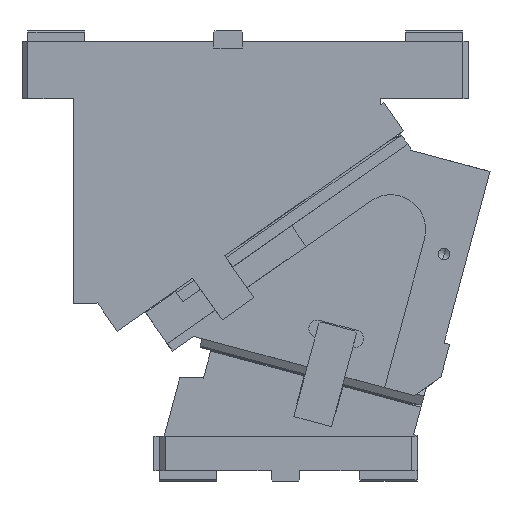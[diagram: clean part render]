
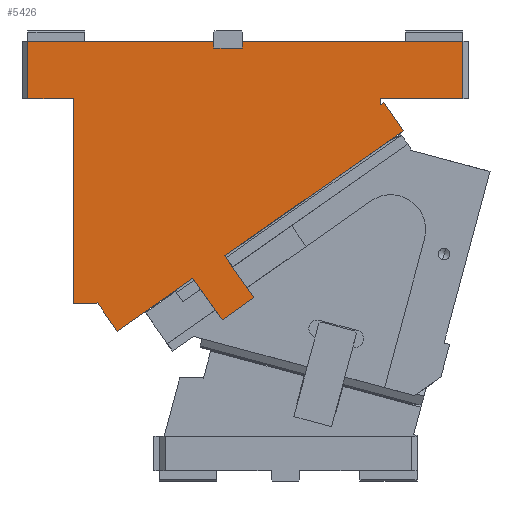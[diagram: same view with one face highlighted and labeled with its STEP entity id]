
A CAD part, front view. The second image highlights one B-rep face of the part: STEP entity #5426.
In plain terms, the highlighted planar face has unit normal (0, -1, 0).
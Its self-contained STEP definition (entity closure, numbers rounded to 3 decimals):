
#118=CARTESIAN_POINT('Vertex',(45.,-175.,-50.)) ;
#121=CARTESIAN_POINT('Line Origine',(25.,-175.,-50.)) ;
#125=CARTESIAN_POINT('Vertex',(5.,-175.,-50.)) ;
#570=CARTESIAN_POINT('Vertex',(5.,-175.,0.)) ;
#573=CARTESIAN_POINT('Line Origine',(86.25,-175.,0.)) ;
#577=CARTESIAN_POINT('Vertex',(167.5,-175.,0.)) ;
#1168=CARTESIAN_POINT('Vertex',(313.,-175.,-55.509)) ;
#1171=CARTESIAN_POINT('Line Origine',(314.392,-175.,-54.534)) ;
#1175=CARTESIAN_POINT('Vertex',(315.785,-175.,-53.559)) ;
#1360=CARTESIAN_POINT('Vertex',(174.617,-175.,-243.354)) ;
#1374=CARTESIAN_POINT('Vertex',(202.468,-175.,-223.853)) ;
#1377=CARTESIAN_POINT('Line Origine',(188.542,-175.,-233.603)) ;
#1398=CARTESIAN_POINT('Vertex',(176.944,-175.,-187.4)) ;
#1403=CARTESIAN_POINT('Line Origine',(189.706,-175.,-205.626)) ;
#1513=CARTESIAN_POINT('Line Origine',(161.855,-175.,-225.128)) ;
#1517=CARTESIAN_POINT('Vertex',(149.093,-175.,-206.902)) ;
#2078=CARTESIAN_POINT('Line Origine',(102.81,-175.,-239.309)) ;
#2082=CARTESIAN_POINT('Vertex',(83.151,-175.,-253.075)) ;
#2084=CARTESIAN_POINT('Vertex',(122.47,-175.,-225.543)) ;
#2122=CARTESIAN_POINT('Vertex',(332.992,-175.,-78.134)) ;
#2125=CARTESIAN_POINT('Line Origine',(254.968,-175.,-132.767)) ;
#2130=CARTESIAN_POINT('Line Origine',(135.781,-175.,-216.222)) ;
#2200=CARTESIAN_POINT('Line Origine',(74.547,-175.,-240.787)) ;
#2204=CARTESIAN_POINT('Vertex',(65.944,-175.,-228.5)) ;
#2235=CARTESIAN_POINT('Line Origine',(65.587,-175.,-228.75)) ;
#2239=CARTESIAN_POINT('Vertex',(65.23,-175.,-229.)) ;
#2273=CARTESIAN_POINT('Line Origine',(55.115,-175.,-229.)) ;
#2277=CARTESIAN_POINT('Vertex',(45.,-175.,-229.)) ;
#2405=CARTESIAN_POINT('Line Origine',(45.,-175.,-139.5)) ;
#3341=CARTESIAN_POINT('Vertex',(313.,-175.,-50.)) ;
#3344=CARTESIAN_POINT('Line Origine',(313.,-175.,-52.755)) ;
#3739=CARTESIAN_POINT('Vertex',(385.,-175.,0.)) ;
#3742=CARTESIAN_POINT('Line Origine',(385.,-175.,-25.)) ;
#3746=CARTESIAN_POINT('Vertex',(385.,-175.,-50.)) ;
#4383=CARTESIAN_POINT('Line Origine',(349.,-175.,-50.)) ;
#4691=CARTESIAN_POINT('Line Origine',(5.,-175.,-25.)) ;
#4714=CARTESIAN_POINT('Vertex',(192.5,-175.,0.)) ;
#4728=CARTESIAN_POINT('Vertex',(192.5,-175.,-6.)) ;
#4731=CARTESIAN_POINT('Line Origine',(192.5,-175.,-3.)) ;
#4752=CARTESIAN_POINT('Vertex',(167.5,-175.,-6.)) ;
#4757=CARTESIAN_POINT('Line Origine',(180.,-175.,-6.)) ;
#5375=CARTESIAN_POINT('Line Origine',(167.5,-175.,-3.)) ;
#5387=CARTESIAN_POINT('Axis2P3D Location',(0.,-175.,0.)) ;
#5392=CARTESIAN_POINT('Line Origine',(324.389,-175.,-65.847)) ;
#5397=CARTESIAN_POINT('Line Origine',(288.75,-175.,0.)) ;
#122=DIRECTION('Vector Direction',(1.,0.,0.)) ;
#574=DIRECTION('Vector Direction',(1.,0.,0.)) ;
#1172=DIRECTION('Vector Direction',(0.819,0.,0.574)) ;
#1378=DIRECTION('Vector Direction',(0.819,0.,0.574)) ;
#1404=DIRECTION('Vector Direction',(-0.574,0.,0.819)) ;
#1514=DIRECTION('Vector Direction',(-0.574,0.,0.819)) ;
#2079=DIRECTION('Vector Direction',(0.819,0.,0.574)) ;
#2126=DIRECTION('Vector Direction',(-0.819,0.,-0.574)) ;
#2131=DIRECTION('Vector Direction',(-0.819,0.,-0.574)) ;
#2201=DIRECTION('Vector Direction',(0.574,0.,-0.819)) ;
#2236=DIRECTION('Vector Direction',(-0.819,0.,-0.574)) ;
#2274=DIRECTION('Vector Direction',(-1.,0.,0.)) ;
#2406=DIRECTION('Vector Direction',(0.,0.,-1.)) ;
#3345=DIRECTION('Vector Direction',(0.,0.,-1.)) ;
#3743=DIRECTION('Vector Direction',(0.,0.,1.)) ;
#4384=DIRECTION('Vector Direction',(-1.,0.,0.)) ;
#4692=DIRECTION('Vector Direction',(0.,0.,-1.)) ;
#4732=DIRECTION('Vector Direction',(0.,0.,-1.)) ;
#4758=DIRECTION('Vector Direction',(1.,0.,0.)) ;
#5376=DIRECTION('Vector Direction',(0.,0.,1.)) ;
#5388=DIRECTION('Axis2P3D Direction',(0.,1.,0.)) ;
#5389=DIRECTION('Axis2P3D XDirection',(0.,0.,1.)) ;
#5393=DIRECTION('Vector Direction',(0.574,0.,-0.819)) ;
#5398=DIRECTION('Vector Direction',(1.,0.,0.)) ;
#5390=AXIS2_PLACEMENT_3D('Plane Axis2P3D',#5387,#5388,#5389) ;
#5403=ORIENTED_EDGE('',*,*,#5379,.T.) ;
#5404=ORIENTED_EDGE('',*,*,#579,.F.) ;
#5405=ORIENTED_EDGE('',*,*,#4695,.T.) ;
#5406=ORIENTED_EDGE('',*,*,#127,.T.) ;
#5407=ORIENTED_EDGE('',*,*,#2409,.T.) ;
#5408=ORIENTED_EDGE('',*,*,#2279,.F.) ;
#5409=ORIENTED_EDGE('',*,*,#2241,.F.) ;
#5410=ORIENTED_EDGE('',*,*,#2206,.T.) ;
#5411=ORIENTED_EDGE('',*,*,#2086,.T.) ;
#5412=ORIENTED_EDGE('',*,*,#2134,.T.) ;
#5413=ORIENTED_EDGE('',*,*,#1519,.F.) ;
#5414=ORIENTED_EDGE('',*,*,#1381,.T.) ;
#5415=ORIENTED_EDGE('',*,*,#1407,.T.) ;
#5416=ORIENTED_EDGE('',*,*,#2129,.T.) ;
#5417=ORIENTED_EDGE('',*,*,#5396,.T.) ;
#5418=ORIENTED_EDGE('',*,*,#1177,.T.) ;
#5419=ORIENTED_EDGE('',*,*,#3348,.F.) ;
#5420=ORIENTED_EDGE('',*,*,#4387,.F.) ;
#5421=ORIENTED_EDGE('',*,*,#3748,.T.) ;
#5422=ORIENTED_EDGE('',*,*,#5401,.F.) ;
#5423=ORIENTED_EDGE('',*,*,#4735,.T.) ;
#5424=ORIENTED_EDGE('',*,*,#4761,.F.) ;
#123=VECTOR('Line Direction',#122,1.) ;
#575=VECTOR('Line Direction',#574,1.) ;
#1173=VECTOR('Line Direction',#1172,1.) ;
#1379=VECTOR('Line Direction',#1378,1.) ;
#1405=VECTOR('Line Direction',#1404,1.) ;
#1515=VECTOR('Line Direction',#1514,1.) ;
#2080=VECTOR('Line Direction',#2079,1.) ;
#2127=VECTOR('Line Direction',#2126,1.) ;
#2132=VECTOR('Line Direction',#2131,1.) ;
#2202=VECTOR('Line Direction',#2201,1.) ;
#2237=VECTOR('Line Direction',#2236,1.) ;
#2275=VECTOR('Line Direction',#2274,1.) ;
#2407=VECTOR('Line Direction',#2406,1.) ;
#3346=VECTOR('Line Direction',#3345,1.) ;
#3744=VECTOR('Line Direction',#3743,1.) ;
#4385=VECTOR('Line Direction',#4384,1.) ;
#4693=VECTOR('Line Direction',#4692,1.) ;
#4733=VECTOR('Line Direction',#4732,1.) ;
#4759=VECTOR('Line Direction',#4758,1.) ;
#5377=VECTOR('Line Direction',#5376,1.) ;
#5394=VECTOR('Line Direction',#5393,1.) ;
#5399=VECTOR('Line Direction',#5398,1.) ;
#5426=ADVANCED_FACE('CAM HOLDER',(#5425),#5391,.F.) ;
#127=EDGE_CURVE('',#126,#119,#124,.T.) ;
#579=EDGE_CURVE('',#571,#578,#576,.T.) ;
#1177=EDGE_CURVE('',#1176,#1169,#1174,.F.) ;
#1381=EDGE_CURVE('',#1361,#1375,#1380,.T.) ;
#1407=EDGE_CURVE('',#1375,#1399,#1406,.T.) ;
#1519=EDGE_CURVE('',#1361,#1518,#1516,.T.) ;
#2086=EDGE_CURVE('',#2083,#2085,#2081,.T.) ;
#2129=EDGE_CURVE('',#1399,#2123,#2128,.F.) ;
#2134=EDGE_CURVE('',#2085,#1518,#2133,.F.) ;
#2206=EDGE_CURVE('',#2205,#2083,#2203,.T.) ;
#2241=EDGE_CURVE('',#2205,#2240,#2238,.T.) ;
#2279=EDGE_CURVE('',#2240,#2278,#2276,.T.) ;
#2409=EDGE_CURVE('',#119,#2278,#2408,.T.) ;
#3348=EDGE_CURVE('',#3342,#1169,#3347,.T.) ;
#3748=EDGE_CURVE('',#3747,#3740,#3745,.T.) ;
#4387=EDGE_CURVE('',#3747,#3342,#4386,.T.) ;
#4695=EDGE_CURVE('',#571,#126,#4694,.T.) ;
#4735=EDGE_CURVE('',#4715,#4729,#4734,.T.) ;
#4761=EDGE_CURVE('',#4753,#4729,#4760,.T.) ;
#5379=EDGE_CURVE('',#4753,#578,#5378,.T.) ;
#5396=EDGE_CURVE('',#2123,#1176,#5395,.F.) ;
#5401=EDGE_CURVE('',#4715,#3740,#5400,.T.) ;
#5402=EDGE_LOOP('',(#5403,#5404,#5405,#5406,#5407,#5408,#5409,#5410,#5411,#5412,#5413,#5414,#5415,#5416,#5417,#5418,#5419,#5420,#5421,#5422,#5423,#5424)) ;
#5425=FACE_OUTER_BOUND('',#5402,.T.) ;
#124=LINE('Line',#121,#123) ;
#576=LINE('Line',#573,#575) ;
#1174=LINE('Line',#1171,#1173) ;
#1380=LINE('Line',#1377,#1379) ;
#1406=LINE('Line',#1403,#1405) ;
#1516=LINE('Line',#1513,#1515) ;
#2081=LINE('Line',#2078,#2080) ;
#2128=LINE('Line',#2125,#2127) ;
#2133=LINE('Line',#2130,#2132) ;
#2203=LINE('Line',#2200,#2202) ;
#2238=LINE('Line',#2235,#2237) ;
#2276=LINE('Line',#2273,#2275) ;
#2408=LINE('Line',#2405,#2407) ;
#3347=LINE('Line',#3344,#3346) ;
#3745=LINE('Line',#3742,#3744) ;
#4386=LINE('Line',#4383,#4385) ;
#4694=LINE('Line',#4691,#4693) ;
#4734=LINE('Line',#4731,#4733) ;
#4760=LINE('Line',#4757,#4759) ;
#5378=LINE('Line',#5375,#5377) ;
#5395=LINE('Line',#5392,#5394) ;
#5400=LINE('Line',#5397,#5399) ;
#5391=PLANE('Plane',#5390) ;
#119=VERTEX_POINT('',#118) ;
#126=VERTEX_POINT('',#125) ;
#571=VERTEX_POINT('',#570) ;
#578=VERTEX_POINT('',#577) ;
#1169=VERTEX_POINT('',#1168) ;
#1176=VERTEX_POINT('',#1175) ;
#1361=VERTEX_POINT('',#1360) ;
#1375=VERTEX_POINT('',#1374) ;
#1399=VERTEX_POINT('',#1398) ;
#1518=VERTEX_POINT('',#1517) ;
#2083=VERTEX_POINT('',#2082) ;
#2085=VERTEX_POINT('',#2084) ;
#2123=VERTEX_POINT('',#2122) ;
#2205=VERTEX_POINT('',#2204) ;
#2240=VERTEX_POINT('',#2239) ;
#2278=VERTEX_POINT('',#2277) ;
#3342=VERTEX_POINT('',#3341) ;
#3740=VERTEX_POINT('',#3739) ;
#3747=VERTEX_POINT('',#3746) ;
#4715=VERTEX_POINT('',#4714) ;
#4729=VERTEX_POINT('',#4728) ;
#4753=VERTEX_POINT('',#4752) ;
